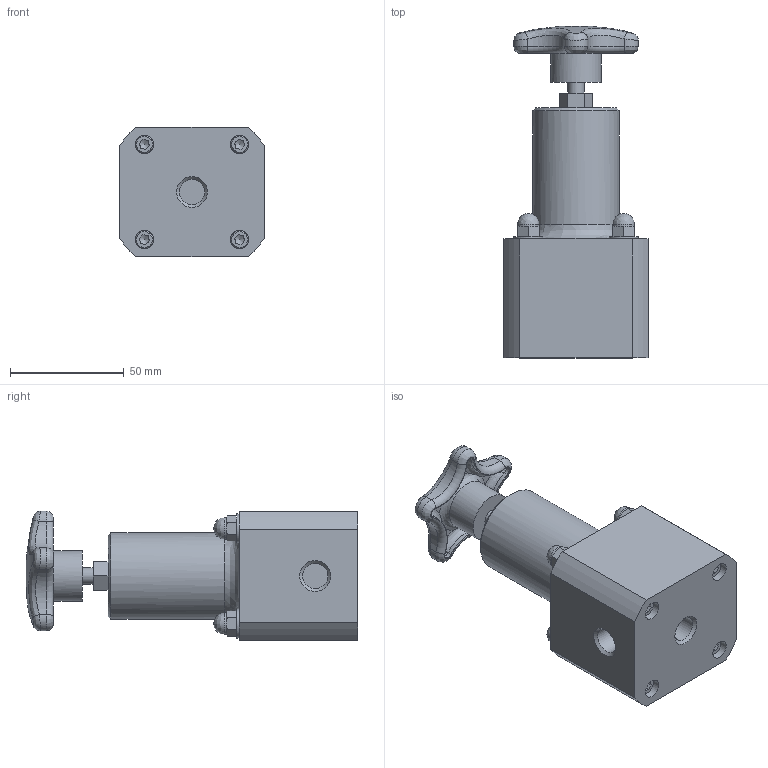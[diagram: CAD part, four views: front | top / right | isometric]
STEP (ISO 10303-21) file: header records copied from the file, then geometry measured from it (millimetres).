
FILE_DESCRIPTION((''),'2;1');
FILE_NAME('TVPR25-SS-G_R0.ipt.stp','2017-04-04T12:16:42',(''),(''),'Autodesk Inventor 2009','Autodesk Inventor 2009','');
FILE_SCHEMA(('AUTOMOTIVE_DESIGN { 1 0 10303 214 1 1 1 1 }'));
Length unit declared in the file: inch
Products named in the file (1): TVPR25-SS-G_R0
Bounding box: 63.5 x 146.04 x 57.15 mm (x, y, z)
Volume: 268596.6 mm3; surface area: 36570.8 mm2
Topology: 1 solids, 10 shells, 378 faces, 900 edges, 554 vertices
Faces by surface type: plane 155, cone 80, bspline 61, cylinder 54, torus 15, sphere 13
Full cylindrical faces by diameter (mm): 3.734 x4, 7.442 x1, 7.925 x4, 9.525 x4, 11.113 x3, 12.7 x4, 22.098 x1, 38.1 x2, 38.735 x1
Entity records: 13059 total; most frequent: CARTESIAN_POINT 4999, ORIENTED_EDGE 1616, DIRECTION 1574, EDGE_CURVE 808, AXIS2_PLACEMENT_3D 675, VERTEX_POINT 531, EDGE_LOOP 469, FACE_OUTER_BOUND 378
